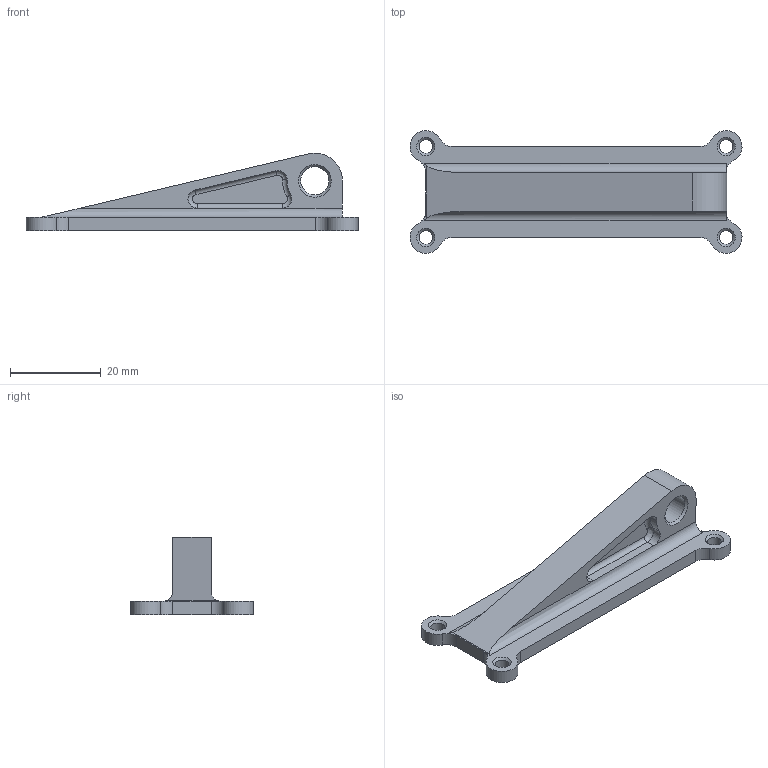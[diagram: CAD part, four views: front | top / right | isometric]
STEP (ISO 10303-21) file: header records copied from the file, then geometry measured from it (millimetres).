
FILE_DESCRIPTION(/* description */ (''),/* implementation_level */ '2;1');
FILE_NAME(/* name */ 'displayHingeScreenSide.step',/* time_stamp */ '2025-07-02T19:14:05-07:00',/* author */ (''),/* organization */ (''),/* preprocessor_version */ 'ST-DEVELOPER v20.1',/* originating_system */ 'Autodesk Translation Framework v14.10.0.0',/* authorisation */ '');
FILE_SCHEMA (('AUTOMOTIVE_DESIGN { 1 0 10303 214 3 1 1 }'));
Length unit declared in the file: millimetre
Products named in the file (1): 2025-06-28-13-20-07-041
Bounding box: 72.98 x 26.98 x 17.09 mm (x, y, z)
Volume: 7549.1 mm3; surface area: 4945 mm2
Topology: 1 solids, 1 shells, 65 faces, 170 edges, 107 vertices
Faces by surface type: cylinder 33, plane 17, bspline 7, cone 6, torus 2
Full cylindrical faces by diameter (mm): 3 x4, 6.2 x1
Entity records: 2234 total; most frequent: CARTESIAN_POINT 535, DIRECTION 374, ORIENTED_EDGE 340, EDGE_CURVE 170, AXIS2_PLACEMENT_3D 147, VERTEX_POINT 107, CIRCLE 82, LINE 80
